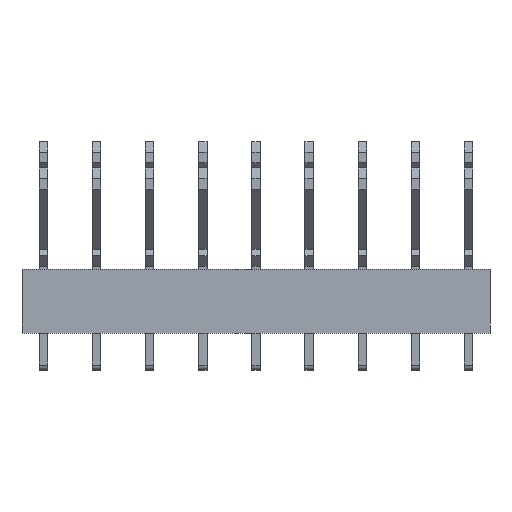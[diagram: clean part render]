
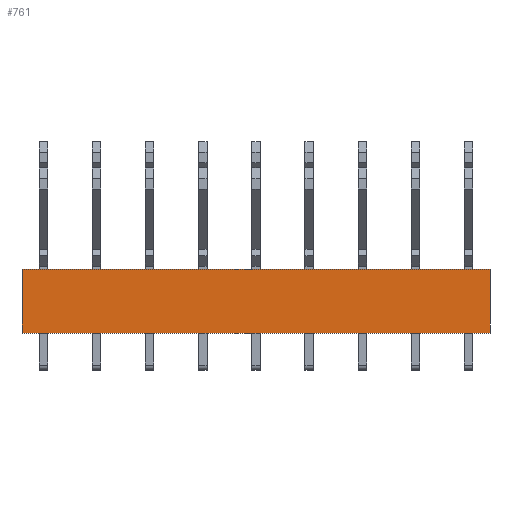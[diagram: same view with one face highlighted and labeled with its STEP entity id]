
A CAD part, front view. The second image highlights one B-rep face of the part: STEP entity #761.
In plain terms, the highlighted planar face has unit normal (0, -1, 0).
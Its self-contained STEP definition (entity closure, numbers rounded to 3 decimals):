
#748=AXIS2_PLACEMENT_3D('Plane Axis2P3D',#745,#746,#747) ;
#42=CARTESIAN_POINT('Vertex',(44.,5.212,3.5)) ;
#45=CARTESIAN_POINT('Line Origine',(22.,5.212,3.5)) ;
#49=CARTESIAN_POINT('Vertex',(0.,5.212,3.5)) ;
#688=CARTESIAN_POINT('Line Origine',(44.,5.212,6.5)) ;
#692=CARTESIAN_POINT('Vertex',(44.,5.212,9.5)) ;
#723=CARTESIAN_POINT('Vertex',(0.,5.212,9.5)) ;
#733=CARTESIAN_POINT('Line Origine',(0.,5.212,6.5)) ;
#745=CARTESIAN_POINT('Axis2P3D Location',(0.,5.212,9.5)) ;
#750=CARTESIAN_POINT('Line Origine',(22.,5.212,9.5)) ;
#46=DIRECTION('Vector Direction',(1.,0.,0.)) ;
#689=DIRECTION('Vector Direction',(0.,0.,-1.)) ;
#734=DIRECTION('Vector Direction',(0.,0.,-1.)) ;
#746=DIRECTION('Axis2P3D Direction',(0.,-1.,0.)) ;
#747=DIRECTION('Axis2P3D XDirection',(0.,0.,-1.)) ;
#751=DIRECTION('Vector Direction',(1.,0.,0.)) ;
#47=VECTOR('Line Direction',#46,1.) ;
#690=VECTOR('Line Direction',#689,1.) ;
#735=VECTOR('Line Direction',#734,1.) ;
#752=VECTOR('Line Direction',#751,1.) ;
#756=ORIENTED_EDGE('',*,*,#694,.T.) ;
#757=ORIENTED_EDGE('',*,*,#754,.F.) ;
#758=ORIENTED_EDGE('',*,*,#737,.F.) ;
#759=ORIENTED_EDGE('',*,*,#51,.T.) ;
#761=ADVANCED_FACE('_PCF 5.00/09/135 3.5 OR 9511860000',(#760),#749,.T.) ;
#51=EDGE_CURVE('',#50,#43,#48,.T.) ;
#694=EDGE_CURVE('',#43,#693,#691,.F.) ;
#737=EDGE_CURVE('',#50,#724,#736,.F.) ;
#754=EDGE_CURVE('',#724,#693,#753,.T.) ;
#755=EDGE_LOOP('',(#756,#757,#758,#759)) ;
#760=FACE_OUTER_BOUND('',#755,.T.) ;
#48=LINE('Line',#45,#47) ;
#691=LINE('Line',#688,#690) ;
#736=LINE('Line',#733,#735) ;
#753=LINE('Line',#750,#752) ;
#749=PLANE('',#748) ;
#43=VERTEX_POINT('',#42) ;
#50=VERTEX_POINT('',#49) ;
#693=VERTEX_POINT('',#692) ;
#724=VERTEX_POINT('',#723) ;
